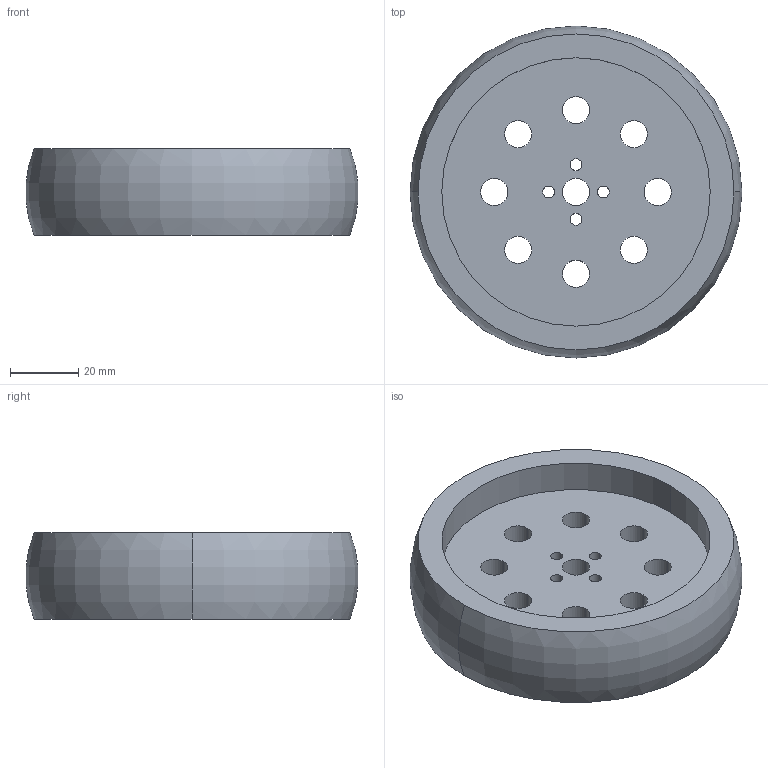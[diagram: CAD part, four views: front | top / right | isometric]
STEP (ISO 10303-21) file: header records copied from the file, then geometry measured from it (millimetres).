
FILE_DESCRIPTION (( 'STEP AP214' ), '1' );
FILE_NAME ('39055_TXM-4 inch Wheel.STEP', '2017-01-16T14:14:18', ( '' ), ( '' ), 'SwSTEP 2.0', 'SolidWorks 2016', '' );
FILE_SCHEMA (( 'AUTOMOTIVE_DESIGN' ));
Length unit declared in the file: millimetre
Products named in the file (2): 39055_TXM-4 inch Wheel
Bounding box: 97.4 x 97.4 x 25.4 mm (x, y, z)
Volume: 87974.9 mm3; surface area: 38568.7 mm2
Topology: 1 solids, 2 shells, 40 faces, 104 edges, 68 vertices
Faces by surface type: cylinder 32, plane 4, torus 2, cone 2
Entity records: 1451 total; most frequent: CARTESIAN_POINT 280, DIRECTION 254, ORIENTED_EDGE 208, AXIS2_PLACEMENT_3D 110, EDGE_CURVE 104, EDGE_LOOP 68, CIRCLE 68, VERTEX_POINT 68
